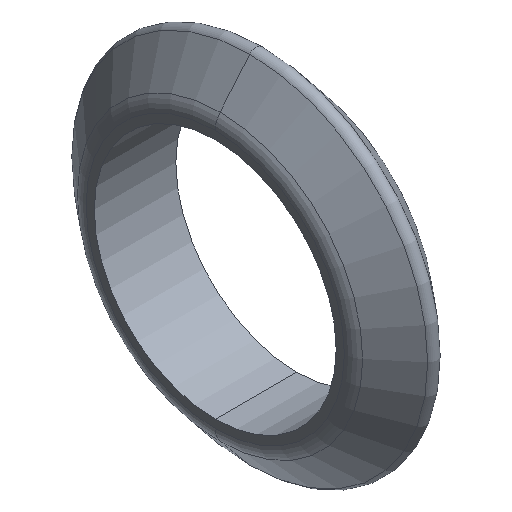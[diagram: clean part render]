
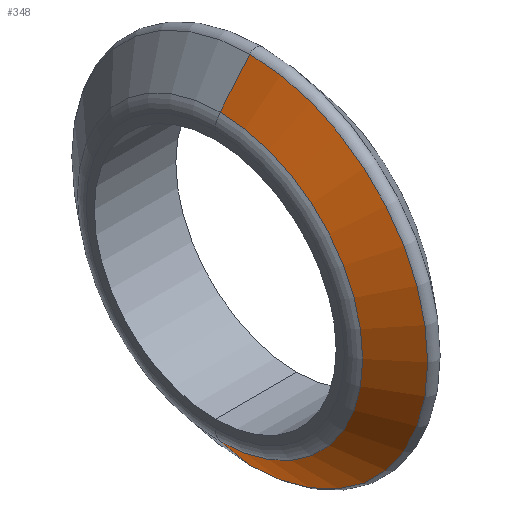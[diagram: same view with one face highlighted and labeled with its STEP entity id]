
A CAD part, isometric view. The second image highlights one B-rep face of the part: STEP entity #348.
In plain terms, the highlighted conical face has half-angle 50 degrees and reference radius 65.428 mm.
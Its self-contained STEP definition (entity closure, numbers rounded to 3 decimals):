
#37 = CARTESIAN_POINT ( 'NONE',  ( -13.206, 0., 52.429 ) ) ;
#44 = EDGE_CURVE ( 'NONE', #257, #394, #210, .T. ) ;
#47 = VERTEX_POINT ( 'NONE', #171 ) ;
#56 = CARTESIAN_POINT ( 'NONE',  ( -13.206, 0., -52.429 ) ) ;
#68 = VECTOR ( 'NONE', #272, 1000. ) ;
#70 = LINE ( 'NONE', #253, #255 ) ;
#75 = ORIENTED_EDGE ( 'NONE', *, *, #232, .F. ) ;
#117 = AXIS2_PLACEMENT_3D ( 'NONE', #340, #413, #343 ) ;
#122 = CIRCLE ( 'NONE', #286, 65.428 ) ;
#138 = ORIENTED_EDGE ( 'NONE', *, *, #326, .F. ) ;
#171 = CARTESIAN_POINT ( 'NONE',  ( -2.298, 0., 65.428 ) ) ;
#209 = EDGE_LOOP ( 'NONE', ( #138, #242, #402, #75 ) ) ;
#210 = CIRCLE ( 'NONE', #117, 52.429 ) ;
#226 = EDGE_CURVE ( 'NONE', #394, #227, #70, .T. ) ;
#227 = VERTEX_POINT ( 'NONE', #245 ) ;
#229 = DIRECTION ( 'NONE',  ( 1., 0., 0. ) ) ;
#232 = EDGE_CURVE ( 'NONE', #47, #227, #122, .T. ) ;
#233 = CONICAL_SURFACE ( 'NONE', #385, 65.428, 0.873 ) ;
#237 = FACE_OUTER_BOUND ( 'NONE', #209, .T. ) ;
#241 = LINE ( 'NONE', #333, #68 ) ;
#242 = ORIENTED_EDGE ( 'NONE', *, *, #44, .T. ) ;
#245 = CARTESIAN_POINT ( 'NONE',  ( -2.298, 0., -65.428 ) ) ;
#253 = CARTESIAN_POINT ( 'NONE',  ( -2.298, 0., -65.428 ) ) ;
#255 = VECTOR ( 'NONE', #323, 1000. ) ;
#257 = VERTEX_POINT ( 'NONE', #37 ) ;
#272 = DIRECTION ( 'NONE',  ( 0.643, 0., 0.766 ) ) ;
#286 = AXIS2_PLACEMENT_3D ( 'NONE', #324, #388, #360 ) ;
#323 = DIRECTION ( 'NONE',  ( 0.643, 0., -0.766 ) ) ;
#324 = CARTESIAN_POINT ( 'NONE',  ( -2.298, 0., 0. ) ) ;
#326 = EDGE_CURVE ( 'NONE', #257, #47, #241, .T. ) ;
#329 = CARTESIAN_POINT ( 'NONE',  ( -2.298, 0., 0. ) ) ;
#333 = CARTESIAN_POINT ( 'NONE',  ( -2.298, 0., 65.428 ) ) ;
#340 = CARTESIAN_POINT ( 'NONE',  ( -13.206, 0., 0. ) ) ;
#343 = DIRECTION ( 'NONE',  ( 0., 0., -1. ) ) ;
#348 = ADVANCED_FACE ( 'NONE', ( #237 ), #233, .T. ) ;
#360 = DIRECTION ( 'NONE',  ( 0., 0., -1. ) ) ;
#385 = AXIS2_PLACEMENT_3D ( 'NONE', #329, #229, #395 ) ;
#388 = DIRECTION ( 'NONE',  ( 1., 0., 0. ) ) ;
#394 = VERTEX_POINT ( 'NONE', #56 ) ;
#395 = DIRECTION ( 'NONE',  ( 0., 0., -1. ) ) ;
#402 = ORIENTED_EDGE ( 'NONE', *, *, #226, .T. ) ;
#413 = DIRECTION ( 'NONE',  ( 1., 0., 0. ) ) ;
